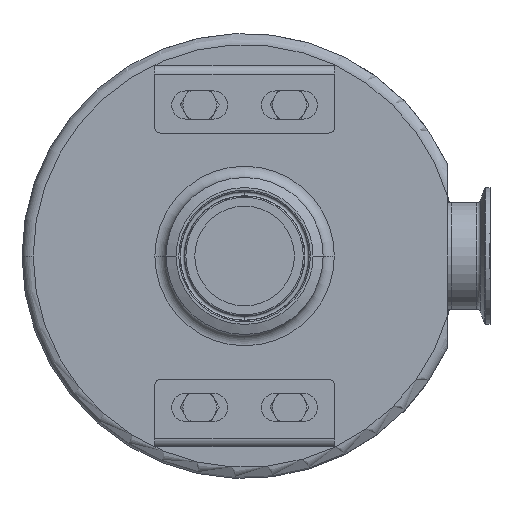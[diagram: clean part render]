
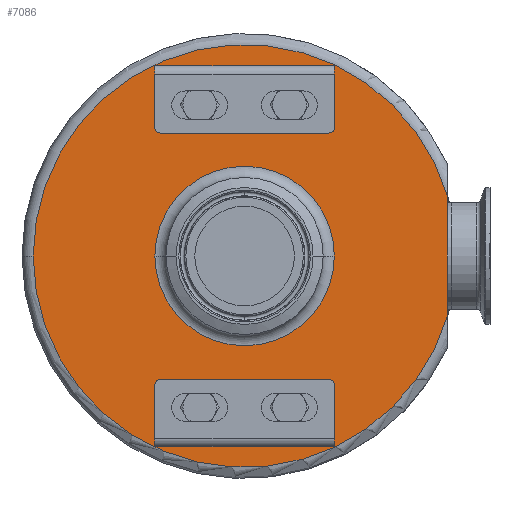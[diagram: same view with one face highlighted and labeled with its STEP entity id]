
A CAD part, front view. The second image highlights one B-rep face of the part: STEP entity #7086.
In plain terms, the highlighted planar face has unit normal (0, -1, 0).
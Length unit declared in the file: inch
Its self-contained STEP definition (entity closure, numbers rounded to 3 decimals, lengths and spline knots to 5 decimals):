
#156 = CARTESIAN_POINT ( 'NONE',  ( 2., -1.97, 4.05181 ) ) ;
#158 = DIRECTION ( 'NONE',  ( 0., 0., 1. ) ) ;
#184 = EDGE_CURVE ( 'NONE', #8737, #3150, #586, .T. ) ;
#269 = DIRECTION ( 'NONE',  ( 0., 0., -1. ) ) ;
#575 = EDGE_CURVE ( 'NONE', #11085, #3150, #3729, .T. ) ;
#586 = LINE ( 'NONE', #5742, #11347 ) ;
#675 = AXIS2_PLACEMENT_3D ( 'NONE', #10772, #6333, #9555 ) ;
#751 = DIRECTION ( 'NONE',  ( 0., 1., 0. ) ) ;
#774 = EDGE_CURVE ( 'NONE', #8442, #13182, #9577, .T. ) ;
#950 = DIRECTION ( 'NONE',  ( 0., 1., 0. ) ) ;
#1084 = CARTESIAN_POINT ( 'NONE',  ( -1.875, -1.97, -2.87507 ) ) ;
#1090 = DIRECTION ( 'NONE',  ( 0., 0., 1. ) ) ;
#1128 = EDGE_CURVE ( 'NONE', #8737, #13182, #6418, .T. ) ;
#1234 = CARTESIAN_POINT ( 'NONE',  ( -1.875, -1.97, -2.75007 ) ) ;
#1254 = DIRECTION ( 'NONE',  ( -1., 0., 0. ) ) ;
#1311 = VERTEX_POINT ( 'NONE', #8314 ) ;
#1435 = ORIENTED_EDGE ( 'NONE', *, *, #11480, .T. ) ;
#1609 = EDGE_LOOP ( 'NONE', ( #2288, #1435, #7548, #8239, #5460, #11615 ) ) ;
#1662 = CARTESIAN_POINT ( 'NONE',  ( -4.71, -1.97, 0. ) ) ;
#1790 = FACE_BOUND ( 'NONE', #13998, .T. ) ;
#1855 = LINE ( 'NONE', #12443, #11062 ) ;
#1872 = AXIS2_PLACEMENT_3D ( 'NONE', #2420, #5558, #13396 ) ;
#2087 = DIRECTION ( 'NONE',  ( -1., 0., 0. ) ) ;
#2198 = DIRECTION ( 'NONE',  ( 0., 0., -1. ) ) ;
#2240 = CARTESIAN_POINT ( 'NONE',  ( 1.875, -1.97, 2.86431 ) ) ;
#2288 = ORIENTED_EDGE ( 'NONE', *, *, #10492, .T. ) ;
#2297 = EDGE_CURVE ( 'NONE', #8225, #7404, #5178, .T. ) ;
#2420 = CARTESIAN_POINT ( 'NONE',  ( 1.875, -1.97, -2.87507 ) ) ;
#2566 = DIRECTION ( 'NONE',  ( 0., 1., 0. ) ) ;
#2773 = CARTESIAN_POINT ( 'NONE',  ( 0., -1.97, 0. ) ) ;
#2949 = CARTESIAN_POINT ( 'NONE',  ( -2., -1.97, 4.05181 ) ) ;
#3003 = CARTESIAN_POINT ( 'NONE',  ( 0., -1.97, 0. ) ) ;
#3005 = AXIS2_PLACEMENT_3D ( 'NONE', #3115, #950, #3025 ) ;
#3025 = DIRECTION ( 'NONE',  ( -1., 0., 0. ) ) ;
#3046 = AXIS2_PLACEMENT_3D ( 'NONE', #2240, #10109, #6720 ) ;
#3115 = CARTESIAN_POINT ( 'NONE',  ( 2., -1.97, 0. ) ) ;
#3150 = VERTEX_POINT ( 'NONE', #1234 ) ;
#3250 = DIRECTION ( 'NONE',  ( 0., 0., 1. ) ) ;
#3358 = CARTESIAN_POINT ( 'NONE',  ( -2., -1.97, -4.06257 ) ) ;
#3589 = EDGE_CURVE ( 'NONE', #6435, #10377, #9382, .T. ) ;
#3729 = CIRCLE ( 'NONE', #12371, 0.125 ) ;
#4015 = EDGE_CURVE ( 'NONE', #7404, #8225, #13358, .T. ) ;
#4030 = DIRECTION ( 'NONE',  ( 1., 0., 0. ) ) ;
#4162 = CARTESIAN_POINT ( 'NONE',  ( -2., -1.97, -2.87507 ) ) ;
#4223 = CARTESIAN_POINT ( 'NONE',  ( -2., -1.97, -4.06257 ) ) ;
#4240 = EDGE_CURVE ( 'NONE', #5616, #6435, #12512, .T. ) ;
#4374 = FACE_OUTER_BOUND ( 'NONE', #12403, .T. ) ;
#4480 = VECTOR ( 'NONE', #3250, 39.37008 ) ;
#4667 = CIRCLE ( 'NONE', #11465, 4.71 ) ;
#4803 = CARTESIAN_POINT ( 'NONE',  ( 0., -1.97, 0. ) ) ;
#4834 = DIRECTION ( 'NONE',  ( -1., 0., 0. ) ) ;
#4925 = EDGE_CURVE ( 'NONE', #12046, #13214, #9502, .T. ) ;
#4943 = ORIENTED_EDGE ( 'NONE', *, *, #14022, .F. ) ;
#4961 = DIRECTION ( 'NONE',  ( 0., 1., 0. ) ) ;
#5114 = EDGE_CURVE ( 'NONE', #12046, #10377, #14175, .T. ) ;
#5178 = CIRCLE ( 'NONE', #6526, 2. ) ;
#5252 = CARTESIAN_POINT ( 'NONE',  ( 1.875, -1.97, 2.73931 ) ) ;
#5338 = CARTESIAN_POINT ( 'NONE',  ( 2., -1.97, -4.06257 ) ) ;
#5436 = VECTOR ( 'NONE', #4030, 39.37008 ) ;
#5460 = ORIENTED_EDGE ( 'NONE', *, *, #1128, .T. ) ;
#5542 = CARTESIAN_POINT ( 'NONE',  ( 2., -1.97, 4.05181 ) ) ;
#5558 = DIRECTION ( 'NONE',  ( 0., 1., 0. ) ) ;
#5616 = VERTEX_POINT ( 'NONE', #5542 ) ;
#5742 = CARTESIAN_POINT ( 'NONE',  ( 2., -1.97, -2.75007 ) ) ;
#5959 = ORIENTED_EDGE ( 'NONE', *, *, #4015, .T. ) ;
#6155 = CARTESIAN_POINT ( 'NONE',  ( 0., -1.97, 0. ) ) ;
#6297 = FACE_BOUND ( 'NONE', #1609, .T. ) ;
#6333 = DIRECTION ( 'NONE',  ( 0., 1., 0. ) ) ;
#6382 = CIRCLE ( 'NONE', #10655, 4.71 ) ;
#6418 = CIRCLE ( 'NONE', #1872, 0.125 ) ;
#6435 = VERTEX_POINT ( 'NONE', #9537 ) ;
#6498 = EDGE_CURVE ( 'NONE', #10946, #5616, #9789, .T. ) ;
#6526 = AXIS2_PLACEMENT_3D ( 'NONE', #4803, #2566, #8173 ) ;
#6681 = VERTEX_POINT ( 'NONE', #8940 ) ;
#6720 = DIRECTION ( 'NONE',  ( 0., 0., 1. ) ) ;
#6758 = ORIENTED_EDGE ( 'NONE', *, *, #6498, .T. ) ;
#6797 = EDGE_LOOP ( 'NONE', ( #8979, #5959 ) ) ;
#6819 = FACE_BOUND ( 'NONE', #6797, .T. ) ;
#6872 = CARTESIAN_POINT ( 'NONE',  ( 1.875, -1.97, -2.75007 ) ) ;
#7076 = LINE ( 'NONE', #3358, #9339 ) ;
#7086 = ADVANCED_FACE ( 'NONE', ( #1790, #6297, #4374, #6819 ), #7600, .F. ) ;
#7133 = DIRECTION ( 'NONE',  ( -1., 0., 0. ) ) ;
#7365 = ORIENTED_EDGE ( 'NONE', *, *, #3589, .T. ) ;
#7378 = ORIENTED_EDGE ( 'NONE', *, *, #4925, .T. ) ;
#7404 = VERTEX_POINT ( 'NONE', #13760 ) ;
#7548 = ORIENTED_EDGE ( 'NONE', *, *, #575, .T. ) ;
#7600 = PLANE ( 'NONE',  #3005 ) ;
#7972 = CARTESIAN_POINT ( 'NONE',  ( -2., -1.97, 2.73931 ) ) ;
#8173 = DIRECTION ( 'NONE',  ( -1., 0., 0. ) ) ;
#8225 = VERTEX_POINT ( 'NONE', #9249 ) ;
#8239 = ORIENTED_EDGE ( 'NONE', *, *, #184, .F. ) ;
#8314 = CARTESIAN_POINT ( 'NONE',  ( 4.516, -1.97, 1.33785 ) ) ;
#8442 = VERTEX_POINT ( 'NONE', #13962 ) ;
#8507 = CARTESIAN_POINT ( 'NONE',  ( 2., -1.97, -2.87507 ) ) ;
#8558 = AXIS2_PLACEMENT_3D ( 'NONE', #3003, #751, #14082 ) ;
#8665 = LINE ( 'NONE', #9909, #4480 ) ;
#8737 = VERTEX_POINT ( 'NONE', #6872 ) ;
#8921 = DIRECTION ( 'NONE',  ( 0., 1., 0. ) ) ;
#8940 = CARTESIAN_POINT ( 'NONE',  ( 4.516, -1.97, -1.33785 ) ) ;
#8979 = ORIENTED_EDGE ( 'NONE', *, *, #2297, .T. ) ;
#9027 = LINE ( 'NONE', #5338, #10226 ) ;
#9249 = CARTESIAN_POINT ( 'NONE',  ( -2., -1.97, 0. ) ) ;
#9339 = VECTOR ( 'NONE', #1090, 39.37008 ) ;
#9382 = CIRCLE ( 'NONE', #3046, 0.125 ) ;
#9502 = CIRCLE ( 'NONE', #675, 0.125 ) ;
#9537 = CARTESIAN_POINT ( 'NONE',  ( 2., -1.97, 2.86431 ) ) ;
#9555 = DIRECTION ( 'NONE',  ( 0., 0., 1. ) ) ;
#9577 = LINE ( 'NONE', #10152, #11131 ) ;
#9789 = LINE ( 'NONE', #2949, #5436 ) ;
#9909 = CARTESIAN_POINT ( 'NONE',  ( 4.516, -1.97, 0. ) ) ;
#9994 = EDGE_CURVE ( 'NONE', #6681, #1311, #8665, .T. ) ;
#10033 = CARTESIAN_POINT ( 'NONE',  ( -1.875, -1.97, 2.73931 ) ) ;
#10109 = DIRECTION ( 'NONE',  ( 0., 1., 0. ) ) ;
#10152 = CARTESIAN_POINT ( 'NONE',  ( 2., -1.97, -4.06257 ) ) ;
#10226 = VECTOR ( 'NONE', #2087, 39.37008 ) ;
#10308 = VERTEX_POINT ( 'NONE', #1662 ) ;
#10377 = VERTEX_POINT ( 'NONE', #5252 ) ;
#10445 = VERTEX_POINT ( 'NONE', #4223 ) ;
#10492 = EDGE_CURVE ( 'NONE', #8442, #10445, #9027, .T. ) ;
#10620 = VECTOR ( 'NONE', #11371, 39.37008 ) ;
#10655 = AXIS2_PLACEMENT_3D ( 'NONE', #6155, #4961, #7133 ) ;
#10772 = CARTESIAN_POINT ( 'NONE',  ( -1.875, -1.97, 2.86431 ) ) ;
#10774 = ORIENTED_EDGE ( 'NONE', *, *, #5114, .F. ) ;
#10792 = EDGE_CURVE ( 'NONE', #10308, #1311, #4667, .T. ) ;
#10848 = CARTESIAN_POINT ( 'NONE',  ( -2., -1.97, 2.86431 ) ) ;
#10946 = VERTEX_POINT ( 'NONE', #11080 ) ;
#11050 = VECTOR ( 'NONE', #13447, 39.37008 ) ;
#11062 = VECTOR ( 'NONE', #269, 39.37008 ) ;
#11080 = CARTESIAN_POINT ( 'NONE',  ( -2., -1.97, 4.05181 ) ) ;
#11085 = VERTEX_POINT ( 'NONE', #4162 ) ;
#11131 = VECTOR ( 'NONE', #158, 39.37008 ) ;
#11347 = VECTOR ( 'NONE', #1254, 39.37008 ) ;
#11371 = DIRECTION ( 'NONE',  ( 0., 0., -1. ) ) ;
#11465 = AXIS2_PLACEMENT_3D ( 'NONE', #2773, #13902, #4834 ) ;
#11480 = EDGE_CURVE ( 'NONE', #10445, #11085, #7076, .T. ) ;
#11570 = ORIENTED_EDGE ( 'NONE', *, *, #9994, .T. ) ;
#11615 = ORIENTED_EDGE ( 'NONE', *, *, #774, .F. ) ;
#11685 = EDGE_CURVE ( 'NONE', #10946, #13214, #1855, .T. ) ;
#12046 = VERTEX_POINT ( 'NONE', #10033 ) ;
#12371 = AXIS2_PLACEMENT_3D ( 'NONE', #1084, #8921, #2198 ) ;
#12403 = EDGE_LOOP ( 'NONE', ( #4943, #11570, #12473 ) ) ;
#12443 = CARTESIAN_POINT ( 'NONE',  ( -2., -1.97, 4.05181 ) ) ;
#12473 = ORIENTED_EDGE ( 'NONE', *, *, #10792, .F. ) ;
#12512 = LINE ( 'NONE', #156, #10620 ) ;
#12792 = ORIENTED_EDGE ( 'NONE', *, *, #4240, .T. ) ;
#13144 = ORIENTED_EDGE ( 'NONE', *, *, #11685, .F. ) ;
#13182 = VERTEX_POINT ( 'NONE', #8507 ) ;
#13214 = VERTEX_POINT ( 'NONE', #10848 ) ;
#13358 = CIRCLE ( 'NONE', #8558, 2. ) ;
#13396 = DIRECTION ( 'NONE',  ( 0., 0., -1. ) ) ;
#13447 = DIRECTION ( 'NONE',  ( 1., 0., 0. ) ) ;
#13760 = CARTESIAN_POINT ( 'NONE',  ( 2., -1.97, 0. ) ) ;
#13902 = DIRECTION ( 'NONE',  ( 0., 1., 0. ) ) ;
#13962 = CARTESIAN_POINT ( 'NONE',  ( 2., -1.97, -4.06257 ) ) ;
#13998 = EDGE_LOOP ( 'NONE', ( #6758, #12792, #7365, #10774, #7378, #13144 ) ) ;
#14022 = EDGE_CURVE ( 'NONE', #6681, #10308, #6382, .T. ) ;
#14082 = DIRECTION ( 'NONE',  ( -1., 0., 0. ) ) ;
#14175 = LINE ( 'NONE', #7972, #11050 ) ;
